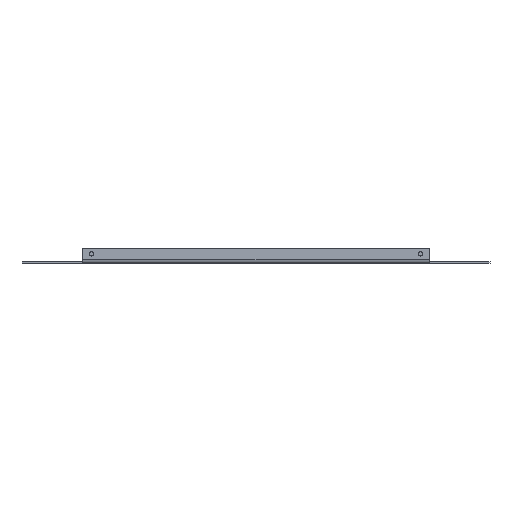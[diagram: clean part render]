
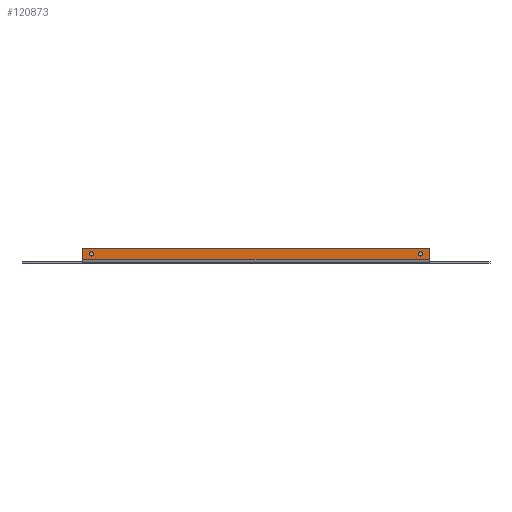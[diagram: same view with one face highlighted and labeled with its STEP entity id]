
A CAD part, left-side view. The second image highlights one B-rep face of the part: STEP entity #120873.
In plain terms, the highlighted planar face has unit normal (-1, 0, 0).
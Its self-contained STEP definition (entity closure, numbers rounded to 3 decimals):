
#17=FACE_BOUND('',#18586,.T.);
#18=FACE_BOUND('',#18587,.T.);
#7422=PLANE('',#126485);
#13001=FACE_OUTER_BOUND('',#18585,.T.);
#18585=EDGE_LOOP('',(#104061,#104062,#104063,#104064));
#18586=EDGE_LOOP('',(#104065));
#18587=EDGE_LOOP('',(#104066));
#37115=LINE('',#187750,#53843);
#37119=LINE('',#187762,#53847);
#37126=LINE('',#187778,#53854);
#37128=LINE('',#187781,#53856);
#53843=VECTOR('',#154284,10.);
#53847=VECTOR('',#154294,1.44);
#53854=VECTOR('',#154307,10.);
#53856=VECTOR('',#154311,10.);
#53919=CIRCLE('',#120923,1.25);
#53921=CIRCLE('',#120926,1.25);
#53931=VERTEX_POINT('',#154436);
#53933=VERTEX_POINT('',#154442);
#65035=VERTEX_POINT('',#187748);
#65036=VERTEX_POINT('',#187749);
#65041=VERTEX_POINT('',#187760);
#65047=VERTEX_POINT('',#187777);
#65091=EDGE_CURVE('',#53931,#53931,#53919,.T.);
#65094=EDGE_CURVE('',#53933,#53933,#53921,.T.);
#81747=EDGE_CURVE('',#65035,#65036,#37115,.T.);
#81753=EDGE_CURVE('',#65041,#65036,#37119,.T.);
#81761=EDGE_CURVE('',#65047,#65041,#37126,.T.);
#81763=EDGE_CURVE('',#65035,#65047,#37128,.T.);
#104061=ORIENTED_EDGE('',*,*,#81747,.T.);
#104062=ORIENTED_EDGE('',*,*,#81753,.F.);
#104063=ORIENTED_EDGE('',*,*,#81761,.F.);
#104064=ORIENTED_EDGE('',*,*,#81763,.F.);
#104065=ORIENTED_EDGE('',*,*,#65091,.T.);
#104066=ORIENTED_EDGE('',*,*,#65094,.T.);
#120873=ADVANCED_FACE('',(#13001,#17,#18),#7422,.F.);
#120923=AXIS2_PLACEMENT_3D('',#154437,#126520,#126521);
#120926=AXIS2_PLACEMENT_3D('',#154443,#126527,#126528);
#126485=AXIS2_PLACEMENT_3D('',#187780,#154309,#154310);
#126520=DIRECTION('center_axis',(1.,0.,0.));
#126521=DIRECTION('ref_axis',(0.,0.,
1.));
#126527=DIRECTION('center_axis',(1.,0.,0.));
#126528=DIRECTION('ref_axis',(0.,0.,
1.));
#154284=DIRECTION('',(0.,-1.,0.));
#154294=DIRECTION('',(0.,0.,-1.));
#154307=DIRECTION('',(0.,-1.,0.));
#154309=DIRECTION('center_axis',(1.,0.,0.));
#154310=DIRECTION('ref_axis',(0.,0.,
-1.));
#154311=DIRECTION('',(0.,0.,1.));
#154436=CARTESIAN_POINT('',(-108.92,96.,4.25));
#154437=CARTESIAN_POINT('Origin',(-108.92,96.,5.5));
#154442=CARTESIAN_POINT('',(-108.92,-96.,4.25));
#154443=CARTESIAN_POINT('Origin',(-108.92,-96.,5.5));
#187748=CARTESIAN_POINT('',(-108.92,101.,2.));
#187749=CARTESIAN_POINT('',(-108.92,-101.,2.));
#187750=CARTESIAN_POINT('',(-108.92,0.,2.));
#187760=CARTESIAN_POINT('',(-108.92,-101.,8.5));
#187762=CARTESIAN_POINT('',(-108.92,-101.,-2.524));
#187777=CARTESIAN_POINT('',(-108.92,101.,8.5));
#187778=CARTESIAN_POINT('',(-108.92,101.,8.5));
#187780=CARTESIAN_POINT('Origin',(-108.92,0.,4.119));
#187781=CARTESIAN_POINT('',(-108.92,101.,2.));
